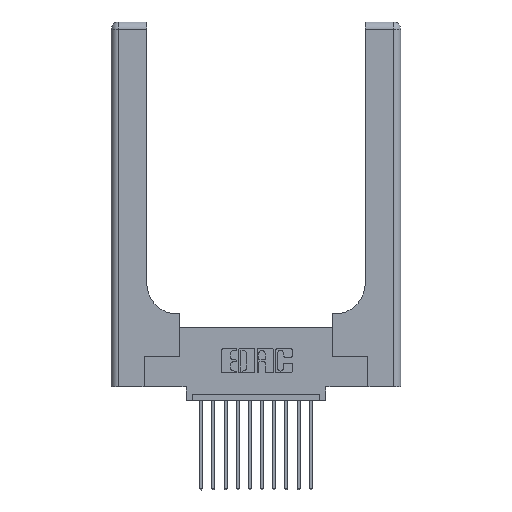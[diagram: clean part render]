
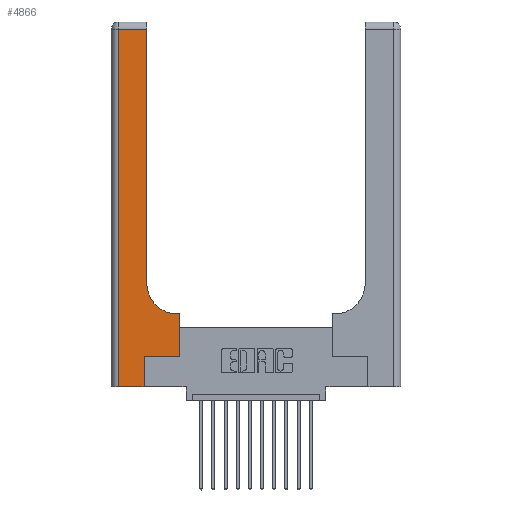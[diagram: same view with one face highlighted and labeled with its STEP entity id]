
A CAD part, top view. The second image highlights one B-rep face of the part: STEP entity #4866.
In plain terms, the highlighted planar face has unit normal (0, 0, 1).
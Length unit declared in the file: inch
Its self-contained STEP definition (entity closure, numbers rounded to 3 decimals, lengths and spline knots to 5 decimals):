
#1101 = ORIENTED_EDGE ( 'NONE', *, *, #8880, .T. ) ;
#1108 = CARTESIAN_POINT ( 'NONE',  ( 0.269, 0., 0.37 ) ) ;
#1126 = CARTESIAN_POINT ( 'NONE',  ( 0.269, 0., 0.37 ) ) ;
#1861 = EDGE_CURVE ( 'NONE', #16716, #14283, #8706, .T. ) ;
#2190 = DIRECTION ( 'NONE',  ( 0., 0., -1. ) ) ;
#2328 = DIRECTION ( 'NONE',  ( 0., 1., 0. ) ) ;
#2483 = DIRECTION ( 'NONE',  ( 1., 0., 0. ) ) ;
#2546 = VECTOR ( 'NONE', #5050, 39.37008 ) ;
#2925 = EDGE_CURVE ( 'NONE', #16578, #16716, #14233, .T. ) ;
#3003 = DIRECTION ( 'NONE',  ( 1., 0., 0. ) ) ;
#3840 = VECTOR ( 'NONE', #6831, 39.37008 ) ;
#3865 = ORIENTED_EDGE ( 'NONE', *, *, #14304, .T. ) ;
#3878 = CIRCLE ( 'NONE', #16679, 0.25 ) ;
#3899 = VERTEX_POINT ( 'NONE', #4317 ) ;
#3957 = DIRECTION ( 'NONE',  ( 0., 0., -1. ) ) ;
#4014 = DIRECTION ( 'NONE',  ( 1., 0., 0. ) ) ;
#4038 = CARTESIAN_POINT ( 'NONE',  ( 0.2915, 2.94, 0.37 ) ) ;
#4317 = CARTESIAN_POINT ( 'NONE',  ( 0.2915, 0.85, 0.37 ) ) ;
#4381 = VECTOR ( 'NONE', #4014, 39.37008 ) ;
#4797 = VECTOR ( 'NONE', #2483, 39.37008 ) ;
#4866 = ADVANCED_FACE ( 'NONE', ( #11084 ), #9940, .F. ) ;
#5050 = DIRECTION ( 'NONE',  ( 0., 1., 0. ) ) ;
#5198 = CARTESIAN_POINT ( 'NONE',  ( 0., 0., 0.37 ) ) ;
#5619 = CARTESIAN_POINT ( 'NONE',  ( 0.06, 2.94, 0.37 ) ) ;
#5890 = ORIENTED_EDGE ( 'NONE', *, *, #11819, .T. ) ;
#6096 = VECTOR ( 'NONE', #16066, 39.37008 ) ;
#6194 = CARTESIAN_POINT ( 'NONE',  ( 0.5415, 0.85, 0.37 ) ) ;
#6518 = ORIENTED_EDGE ( 'NONE', *, *, #1861, .T. ) ;
#6831 = DIRECTION ( 'NONE',  ( -1., 0., 0. ) ) ;
#7413 = LINE ( 'NONE', #11965, #3840 ) ;
#7532 = DIRECTION ( 'NONE',  ( -1., 0., 0. ) ) ;
#7635 = CARTESIAN_POINT ( 'NONE',  ( 0.06, 0., 0.37 ) ) ;
#7813 = EDGE_CURVE ( 'NONE', #14283, #11139, #11076, .T. ) ;
#7818 = CARTESIAN_POINT ( 'NONE',  ( 0.269, 0.25, 0.37 ) ) ;
#8313 = VERTEX_POINT ( 'NONE', #16282 ) ;
#8351 = VECTOR ( 'NONE', #2328, 39.37008 ) ;
#8559 = ORIENTED_EDGE ( 'NONE', *, *, #2925, .T. ) ;
#8706 = LINE ( 'NONE', #8932, #15317 ) ;
#8880 = EDGE_CURVE ( 'NONE', #15574, #14231, #14359, .T. ) ;
#8932 = CARTESIAN_POINT ( 'NONE',  ( 0.06, 3., 0.37 ) ) ;
#9156 = ORIENTED_EDGE ( 'NONE', *, *, #16990, .T. ) ;
#9940 = PLANE ( 'NONE',  #14196 ) ;
#10321 = VECTOR ( 'NONE', #13949, 39.37008 ) ;
#10440 = CARTESIAN_POINT ( 'NONE',  ( 0.5585, 0.25, 0.37 ) ) ;
#11076 = LINE ( 'NONE', #5198, #4797 ) ;
#11084 = FACE_OUTER_BOUND ( 'NONE', #12444, .T. ) ;
#11139 = VERTEX_POINT ( 'NONE', #1108 ) ;
#11332 = CARTESIAN_POINT ( 'NONE',  ( 0., 3., 0.37 ) ) ;
#11480 = ORIENTED_EDGE ( 'NONE', *, *, #14051, .T. ) ;
#11588 = DIRECTION ( 'NONE',  ( 0., -1., 0. ) ) ;
#11819 = EDGE_CURVE ( 'NONE', #8313, #12209, #7413, .T. ) ;
#11965 = CARTESIAN_POINT ( 'NONE',  ( 0.2915, 0.6, 0.37 ) ) ;
#12209 = VERTEX_POINT ( 'NONE', #13895 ) ;
#12444 = EDGE_LOOP ( 'NONE', ( #11480, #8559, #6518, #17157, #16610, #1101, #3865, #5890, #9156 ) ) ;
#13010 = EDGE_CURVE ( 'NONE', #11139, #15574, #15590, .T. ) ;
#13285 = CARTESIAN_POINT ( 'NONE',  ( 0.2915, 3., 0.37 ) ) ;
#13552 = LINE ( 'NONE', #10440, #2546 ) ;
#13895 = CARTESIAN_POINT ( 'NONE',  ( 0.5415, 0.6, 0.37 ) ) ;
#13949 = DIRECTION ( 'NONE',  ( -1., 0., 0. ) ) ;
#14051 = EDGE_CURVE ( 'NONE', #3899, #16578, #14610, .T. ) ;
#14133 = CARTESIAN_POINT ( 'NONE',  ( 0.5585, 0.25, 0.37 ) ) ;
#14196 = AXIS2_PLACEMENT_3D ( 'NONE', #11332, #2190, #7532 ) ;
#14231 = VERTEX_POINT ( 'NONE', #14133 ) ;
#14233 = LINE ( 'NONE', #16094, #10321 ) ;
#14283 = VERTEX_POINT ( 'NONE', #7635 ) ;
#14304 = EDGE_CURVE ( 'NONE', #14231, #8313, #13552, .T. ) ;
#14359 = LINE ( 'NONE', #16036, #4381 ) ;
#14610 = LINE ( 'NONE', #13285, #6096 ) ;
#15317 = VECTOR ( 'NONE', #11588, 39.37008 ) ;
#15574 = VERTEX_POINT ( 'NONE', #7818 ) ;
#15590 = LINE ( 'NONE', #1126, #8351 ) ;
#16036 = CARTESIAN_POINT ( 'NONE',  ( 0.269, 0.25, 0.37 ) ) ;
#16066 = DIRECTION ( 'NONE',  ( 0., 1., 0. ) ) ;
#16094 = CARTESIAN_POINT ( 'NONE',  ( 0., 2.94, 0.37 ) ) ;
#16282 = CARTESIAN_POINT ( 'NONE',  ( 0.5585, 0.6, 0.37 ) ) ;
#16578 = VERTEX_POINT ( 'NONE', #4038 ) ;
#16610 = ORIENTED_EDGE ( 'NONE', *, *, #13010, .T. ) ;
#16679 = AXIS2_PLACEMENT_3D ( 'NONE', #6194, #3957, #3003 ) ;
#16716 = VERTEX_POINT ( 'NONE', #5619 ) ;
#16990 = EDGE_CURVE ( 'NONE', #12209, #3899, #3878, .T. ) ;
#17157 = ORIENTED_EDGE ( 'NONE', *, *, #7813, .T. ) ;
